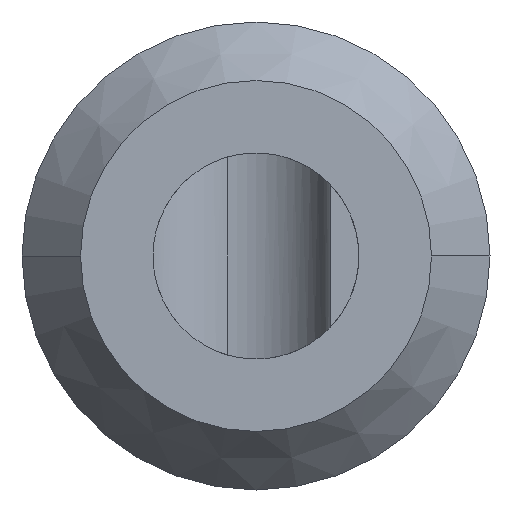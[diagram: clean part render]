
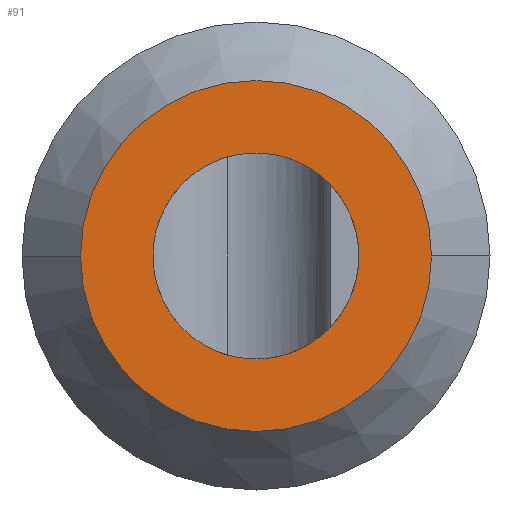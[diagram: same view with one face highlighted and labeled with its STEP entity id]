
A CAD part, left-side view. The second image highlights one B-rep face of the part: STEP entity #91.
In plain terms, the highlighted planar face has unit normal (-1, 0, 0).
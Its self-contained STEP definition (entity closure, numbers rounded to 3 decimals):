
#91=ADVANCED_FACE('',(#178,#179),#180,.T.);
#178=FACE_BOUND('',#257,.T.);
#179=FACE_OUTER_BOUND('',#258,.T.);
#180=PLANE('',#259);
#257=EDGE_LOOP('',(#438,#439));
#258=EDGE_LOOP('',(#440,#441));
#259=AXIS2_PLACEMENT_3D('',#442,#443,#444);
#438=ORIENTED_EDGE('',*,*,#476,.T.);
#439=ORIENTED_EDGE('',*,*,#493,.T.);
#440=ORIENTED_EDGE('',*,*,#469,.F.);
#441=ORIENTED_EDGE('',*,*,#499,.F.);
#442=CARTESIAN_POINT('',(0.0,0.938,0.0));
#443=DIRECTION('',(-1.0,-0.0,0.0));
#444=DIRECTION('',(0.0,-1.0,-0.0));
#469=EDGE_CURVE('',#551,#553,#554,.T.);
#476=EDGE_CURVE('',#565,#562,#566,.T.);
#493=EDGE_CURVE('',#562,#565,#590,.T.);
#499=EDGE_CURVE('',#553,#551,#596,.T.);
#551=VERTEX_POINT('',#658);
#553=VERTEX_POINT('',#661);
#554=CIRCLE('',#662,1.875);
#562=VERTEX_POINT('',#722);
#565=VERTEX_POINT('',#726);
#566=CIRCLE('',#727,1.1);
#590=CIRCLE('',#954,1.1);
#596=CIRCLE('',#961,1.875);
#658=CARTESIAN_POINT('',(0.0,1.875,0.0));
#661=CARTESIAN_POINT('',(0.0,-1.875,0.));
#662=AXIS2_PLACEMENT_3D('',#1008,#1009,#1010);
#722=CARTESIAN_POINT('',(0.0,0.,1.1));
#726=CARTESIAN_POINT('',(0.,0.,-1.1));
#727=AXIS2_PLACEMENT_3D('',#1014,#1015,#1016);
#954=AXIS2_PLACEMENT_3D('',#1035,#1036,#1037);
#961=AXIS2_PLACEMENT_3D('',#1042,#1043,#1044);
#1008=CARTESIAN_POINT('',(0.0,0.0,0.0));
#1009=DIRECTION('',(1.0,0.0,0.0));
#1010=DIRECTION('',(0.0,1.0,0.0));
#1014=CARTESIAN_POINT('',(0.0,0.0,0.));
#1015=DIRECTION('',(1.0,0.0,-0.0));
#1016=DIRECTION('',(0.0,0.0,1.0));
#1035=CARTESIAN_POINT('',(0.0,0.0,0.));
#1036=DIRECTION('',(1.0,0.0,-0.0));
#1037=DIRECTION('',(0.0,0.0,1.0));
#1042=CARTESIAN_POINT('',(0.0,0.0,0.0));
#1043=DIRECTION('',(1.0,0.0,0.0));
#1044=DIRECTION('',(0.0,1.0,0.0));
